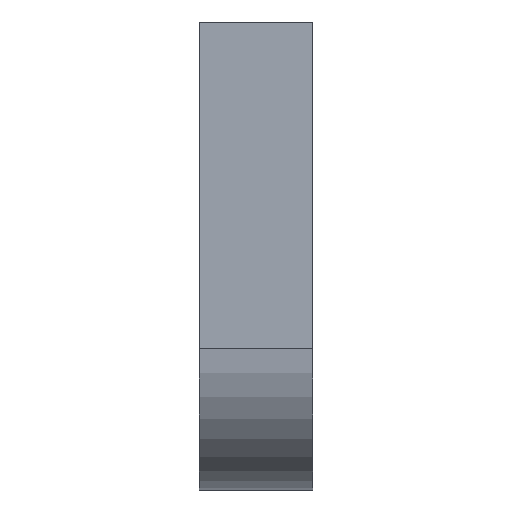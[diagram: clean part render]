
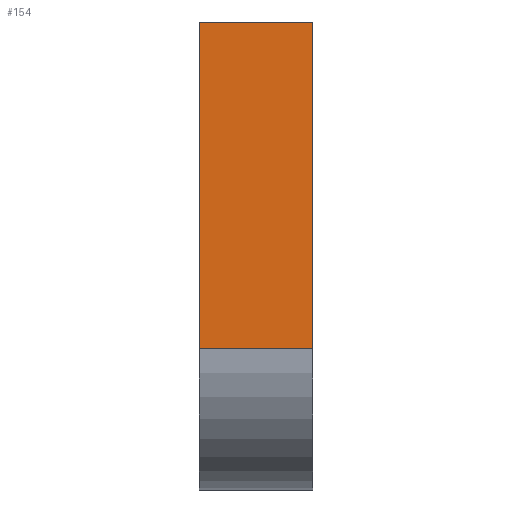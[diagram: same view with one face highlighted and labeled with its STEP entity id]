
A CAD part, left-side view. The second image highlights one B-rep face of the part: STEP entity #154.
In plain terms, the highlighted planar face has unit normal (-1, 0, 0).
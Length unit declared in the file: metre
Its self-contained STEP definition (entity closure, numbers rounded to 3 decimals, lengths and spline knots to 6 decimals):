
#12=PLANE('',#178);
#18=LINE('',#241,#32);
#20=LINE('',#247,#34);
#21=LINE('',#249,#35);
#22=LINE('',#251,#36);
#32=VECTOR('',#196,1.);
#34=VECTOR('',#202,1.);
#35=VECTOR('',#203,1.);
#36=VECTOR('',#204,1.);
#50=ORIENTED_EDGE('',*,*,#90,.F.);
#51=ORIENTED_EDGE('',*,*,#91,.F.);
#52=ORIENTED_EDGE('',*,*,#92,.T.);
#53=ORIENTED_EDGE('',*,*,#87,.T.);
#87=EDGE_CURVE('',#108,#106,#18,.T.);
#90=EDGE_CURVE('',#110,#106,#20,.T.);
#91=EDGE_CURVE('',#111,#110,#21,.T.);
#92=EDGE_CURVE('',#111,#108,#22,.T.);
#106=VERTEX_POINT('',#239);
#108=VERTEX_POINT('',#242);
#110=VERTEX_POINT('',#248);
#111=VERTEX_POINT('',#250);
#127=EDGE_LOOP('',(#50,#51,#52,#53));
#139=FACE_BOUND('',#127,.T.);
#154=ADVANCED_FACE('',(#139),#12,.T.);
#178=AXIS2_PLACEMENT_3D('',#246,#200,#201);
#196=DIRECTION('',(0.,-1.,0.));
#200=DIRECTION('',(-1.,0.,0.));
#201=DIRECTION('',(0.,1.,0.));
#202=DIRECTION('',(0.,0.,-1.));
#203=DIRECTION('',(0.,-1.,0.));
#204=DIRECTION('',(0.,0.,-1.));
#239=CARTESIAN_POINT('',(-0.015875,0.,-0.010319));
#241=CARTESIAN_POINT('',(-0.015875,0.00635,-0.010319));
#242=CARTESIAN_POINT('',(-0.015875,0.00635,-0.010319));
#246=CARTESIAN_POINT('',(-0.015875,0.00635,-0.001191));
#247=CARTESIAN_POINT('',(-0.015875,0.,-0.001191));
#248=CARTESIAN_POINT('',(-0.015875,0.,0.007938));
#249=CARTESIAN_POINT('',(-0.015875,0.00635,0.007938));
#250=CARTESIAN_POINT('',(-0.015875,0.00635,0.007938));
#251=CARTESIAN_POINT('',(-0.015875,0.00635,-0.001191));
